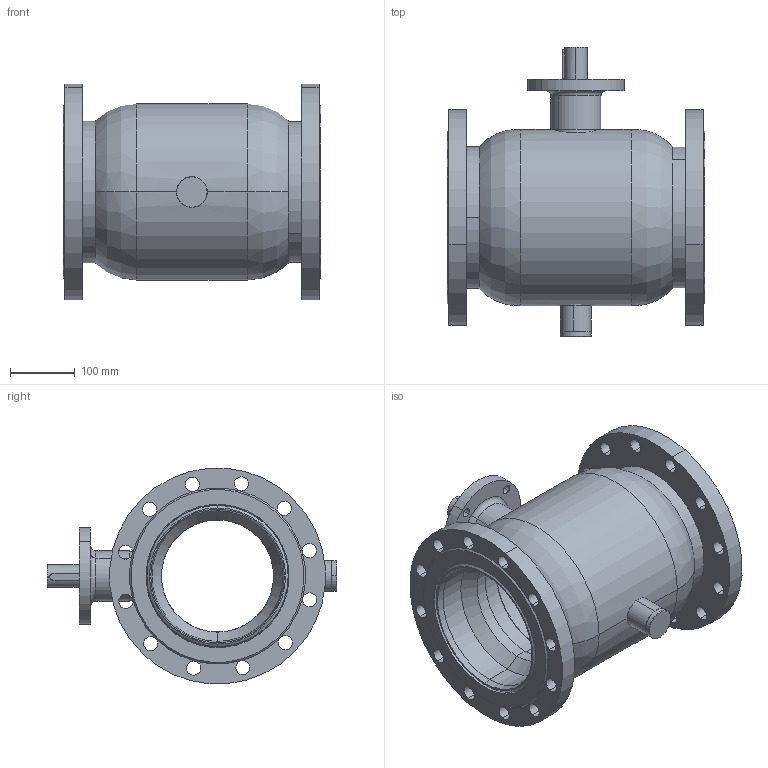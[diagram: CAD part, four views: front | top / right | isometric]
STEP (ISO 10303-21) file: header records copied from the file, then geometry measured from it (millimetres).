
FILE_DESCRIPTION (( 'STEP AP214' ), '1' );
FILE_NAME ('DN200法兰球阀PN16.STEP', '2023-10-09T02:00:13', ( '' ), ( '' ), 'SwSTEP 2.0', 'SolidWorks 2019', '' );
FILE_SCHEMA (( 'AUTOMOTIVE_DESIGN' ));
Length unit declared in the file: millimetre
Products named in the file (9): 200苤粣杶; Q61F-200-3概裝; Q61F-200-4傻諉; Q61F-200-1概极樓馱; 200-300瑩; 200楊擘1.6; Q61F-200-5粣杶党蜊; 狟揤裔200; DN200楊擘⑩概PN16
Assembly tree (10 placements, depth 2):
  DN200楊擘⑩概PN16
    Q61F-200-1概极樓馱
    Q61F-200-5粣杶党蜊
    狟揤裔200
    Q61F-200-4傻諉  x2
    200苤粣杶
    Q61F-200-3概裝
    200-300瑩
    200楊擘1.6  x2
Bounding box: 400 x 448.2 x 333.94 mm (x, y, z)
Volume: 6315768.5 mm3; surface area: 1264491.1 mm2
Topology: 10 solids, 10 shells, 251 faces, 627 edges, 388 vertices
Faces by surface type: cylinder 149, plane 56, cone 30, torus 16
Entity records: 6980 total; most frequent: CARTESIAN_POINT 1508, DIRECTION 1127, ORIENTED_EDGE 934, AXIS2_PLACEMENT_3D 477, EDGE_CURVE 467, VERTEX_POINT 292, CIRCLE 271, EDGE_LOOP 241
